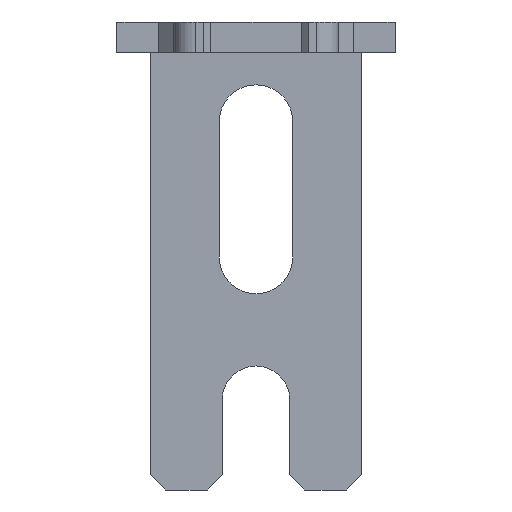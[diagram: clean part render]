
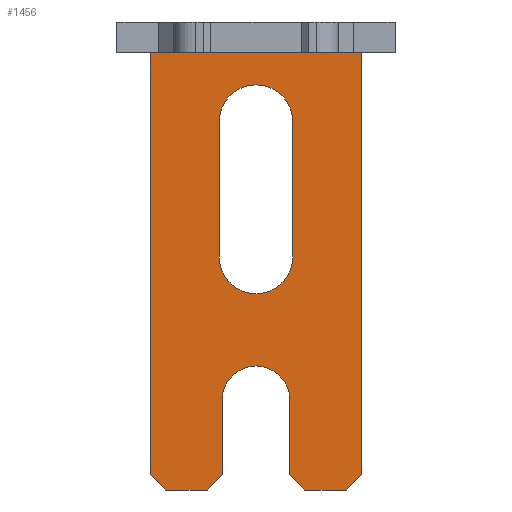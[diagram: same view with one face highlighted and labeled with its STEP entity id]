
A CAD part, front view. The second image highlights one B-rep face of the part: STEP entity #1456.
In plain terms, the highlighted planar face has unit normal (0, -1, 0).
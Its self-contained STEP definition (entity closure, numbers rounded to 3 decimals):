
#1228=CARTESIAN_POINT('',(7.,40.,0.));
#1229=VERTEX_POINT('',#1228);
#1230=CARTESIAN_POINT('',(-7.,40.,0.));
#1231=VERTEX_POINT('',#1230);
#1232=CARTESIAN_POINT('',(7.,40.,0.));
#1233=DIRECTION('',(-1.0,0.0,0.0));
#1234=VECTOR('',#1233,14.001);
#1235=LINE('',#1232,#1234);
#1236=EDGE_CURVE('',#1229,#1231,#1235,.T.);
#1297=CARTESIAN_POINT('',(7.,40.,-28.129));
#1298=VERTEX_POINT('',#1297);
#1299=CARTESIAN_POINT('',(7.,40.,0.));
#1300=DIRECTION('',(0.0,0.0,-1.0));
#1301=VECTOR('',#1300,28.129);
#1302=LINE('',#1299,#1301);
#1303=EDGE_CURVE('',#1229,#1298,#1302,.T.);
#1332=CARTESIAN_POINT('',(0.,40.,-14.559));
#1333=DIRECTION('',(0.0,1.0,0.0));
#1334=DIRECTION('',(1.0,0.0,0.0));
#1335=AXIS2_PLACEMENT_3D('',#1332,#1333,#1334);
#1336=PLANE('',#1335);
#1337=ORIENTED_EDGE('',*,*,#1236,.T.);
#1338=CARTESIAN_POINT('',(-7.,40.,-28.129));
#1339=VERTEX_POINT('',#1338);
#1340=CARTESIAN_POINT('',(-7.,40.,-28.129));
#1341=DIRECTION('',(0.0,0.0,1.0));
#1342=VECTOR('',#1341,28.129);
#1343=LINE('',#1340,#1342);
#1344=EDGE_CURVE('',#1339,#1231,#1343,.T.);
#1345=ORIENTED_EDGE('',*,*,#1344,.F.);
#1346=CARTESIAN_POINT('',(-6.,40.,-29.129));
#1347=VERTEX_POINT('',#1346);
#1348=CARTESIAN_POINT('',(-6.,40.,-29.129));
#1349=DIRECTION('',(-0.707,0.0,0.707));
#1350=VECTOR('',#1349,1.414);
#1351=LINE('',#1348,#1350);
#1352=EDGE_CURVE('',#1347,#1339,#1351,.T.);
#1353=ORIENTED_EDGE('',*,*,#1352,.F.);
#1354=CARTESIAN_POINT('',(-3.25,40.,-29.129));
#1355=VERTEX_POINT('',#1354);
#1356=CARTESIAN_POINT('',(-3.25,40.,-29.129));
#1357=DIRECTION('',(-1.0,0.0,0.0));
#1358=VECTOR('',#1357,2.75);
#1359=LINE('',#1356,#1358);
#1360=EDGE_CURVE('',#1355,#1347,#1359,.T.);
#1361=ORIENTED_EDGE('',*,*,#1360,.F.);
#1362=CARTESIAN_POINT('',(-2.25,40.,-28.129));
#1363=VERTEX_POINT('',#1362);
#1364=CARTESIAN_POINT('',(-2.25,40.,-28.129));
#1365=DIRECTION('',(-0.707,0.0,-0.707));
#1366=VECTOR('',#1365,1.414);
#1367=LINE('',#1364,#1366);
#1368=EDGE_CURVE('',#1363,#1355,#1367,.T.);
#1369=ORIENTED_EDGE('',*,*,#1368,.F.);
#1370=CARTESIAN_POINT('',(-2.25,40.,-23.129));
#1371=VERTEX_POINT('',#1370);
#1372=CARTESIAN_POINT('',(-2.25,40.,-23.129));
#1373=DIRECTION('',(0.0,0.0,-1.0));
#1374=VECTOR('',#1373,5.);
#1375=LINE('',#1372,#1374);
#1376=EDGE_CURVE('',#1371,#1363,#1375,.T.);
#1377=ORIENTED_EDGE('',*,*,#1376,.F.);
#1378=CARTESIAN_POINT('',(2.25,40.,-23.13));
#1379=VERTEX_POINT('',#1378);
#1380=CARTESIAN_POINT('',(0.,40.,-23.13));
#1381=DIRECTION('',(0.,-1.0,0.));
#1382=DIRECTION('',(0.,0.,1.));
#1383=AXIS2_PLACEMENT_3D('',#1380,#1381,#1382);
#1384=CIRCLE('',#1383,2.25);
#1385=EDGE_CURVE('',#1379,#1371,#1384,.T.);
#1386=ORIENTED_EDGE('',*,*,#1385,.F.);
#1387=CARTESIAN_POINT('',(2.25,40.,-28.129));
#1388=VERTEX_POINT('',#1387);
#1389=CARTESIAN_POINT('',(2.25,40.,-28.129));
#1390=DIRECTION('',(0.0,0.0,1.0));
#1391=VECTOR('',#1390,5.);
#1392=LINE('',#1389,#1391);
#1393=EDGE_CURVE('',#1388,#1379,#1392,.T.);
#1394=ORIENTED_EDGE('',*,*,#1393,.F.);
#1395=CARTESIAN_POINT('',(3.249,40.,-29.129));
#1396=VERTEX_POINT('',#1395);
#1397=CARTESIAN_POINT('',(3.249,40.,-29.129));
#1398=DIRECTION('',(-0.707,0.0,0.707));
#1399=VECTOR('',#1398,1.414);
#1400=LINE('',#1397,#1399);
#1401=EDGE_CURVE('',#1396,#1388,#1400,.T.);
#1402=ORIENTED_EDGE('',*,*,#1401,.F.);
#1403=CARTESIAN_POINT('',(6.,40.,-29.129));
#1404=VERTEX_POINT('',#1403);
#1405=CARTESIAN_POINT('',(6.,40.,-29.129));
#1406=DIRECTION('',(-1.0,0.0,0.0));
#1407=VECTOR('',#1406,2.751);
#1408=LINE('',#1405,#1407);
#1409=EDGE_CURVE('',#1404,#1396,#1408,.T.);
#1410=ORIENTED_EDGE('',*,*,#1409,.F.);
#1411=CARTESIAN_POINT('',(7.,40.,-28.129));
#1412=DIRECTION('',(-0.707,0.0,-0.707));
#1413=VECTOR('',#1412,1.414);
#1414=LINE('',#1411,#1413);
#1415=EDGE_CURVE('',#1298,#1404,#1414,.T.);
#1416=ORIENTED_EDGE('',*,*,#1415,.F.);
#1417=ORIENTED_EDGE('',*,*,#1303,.F.);
#1418=EDGE_LOOP('',(#1337,#1345,#1353,#1361,#1369,#1377,#1386,#1394,#1402,#1410,#1416,#1417));
#1419=FACE_OUTER_BOUND('',#1418,.T.);
#1420=CARTESIAN_POINT('',(2.449,40.,-13.63));
#1421=VERTEX_POINT('',#1420);
#1422=CARTESIAN_POINT('',(2.449,40.,-4.63));
#1423=VERTEX_POINT('',#1422);
#1424=CARTESIAN_POINT('',(2.449,40.,-13.63));
#1425=DIRECTION('',(0.0,0.0,1.0));
#1426=VECTOR('',#1425,9.);
#1427=LINE('',#1424,#1426);
#1428=EDGE_CURVE('',#1421,#1423,#1427,.T.);
#1429=ORIENTED_EDGE('',*,*,#1428,.F.);
#1430=CARTESIAN_POINT('',(-2.45,40.,-13.629));
#1431=VERTEX_POINT('',#1430);
#1432=CARTESIAN_POINT('',(0.,40.,-13.629));
#1433=DIRECTION('',(0.,-1.0,0.));
#1434=DIRECTION('',(0.,0.,-1.));
#1435=AXIS2_PLACEMENT_3D('',#1432,#1433,#1434);
#1436=CIRCLE('',#1435,2.45);
#1437=EDGE_CURVE('',#1431,#1421,#1436,.T.);
#1438=ORIENTED_EDGE('',*,*,#1437,.F.);
#1439=CARTESIAN_POINT('',(-2.45,40.,-4.629));
#1440=VERTEX_POINT('',#1439);
#1441=CARTESIAN_POINT('',(-2.45,40.,-4.629));
#1442=DIRECTION('',(0.0,0.0,-1.0));
#1443=VECTOR('',#1442,9.);
#1444=LINE('',#1441,#1443);
#1445=EDGE_CURVE('',#1440,#1431,#1444,.T.);
#1446=ORIENTED_EDGE('',*,*,#1445,.F.);
#1447=CARTESIAN_POINT('',(0.,40.,-4.629));
#1448=DIRECTION('',(0.,-1.0,0.));
#1449=DIRECTION('',(0.,0.,1.));
#1450=AXIS2_PLACEMENT_3D('',#1447,#1448,#1449);
#1451=CIRCLE('',#1450,2.45);
#1452=EDGE_CURVE('',#1423,#1440,#1451,.T.);
#1453=ORIENTED_EDGE('',*,*,#1452,.F.);
#1454=EDGE_LOOP('',(#1429,#1438,#1446,#1453));
#1455=FACE_BOUND('',#1454,.T.);
#1456=ADVANCED_FACE('',(#1419,#1455),#1336,.F.);
